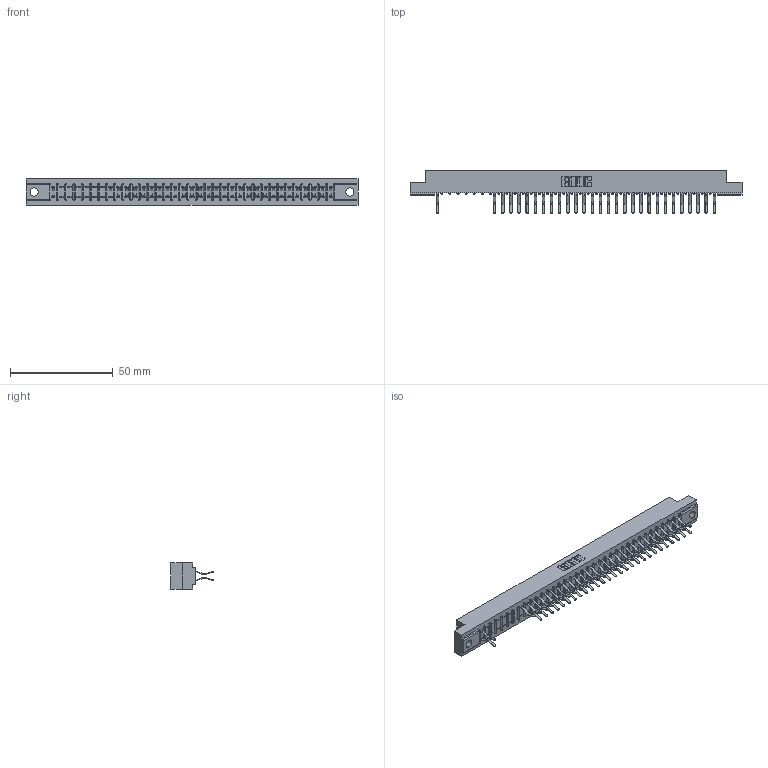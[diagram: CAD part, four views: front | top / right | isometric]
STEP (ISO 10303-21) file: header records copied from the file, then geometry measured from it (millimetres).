
FILE_DESCRIPTION (( 'STEP AP203' ), '1' );
FILE_NAME ('307-070-560-204.STEP', '2018-08-06T13:30:41', ( '' ), ( '' ), 'SwSTEP 2.0', 'SolidWorks 2016', '' );
FILE_SCHEMA (( 'CONFIG_CONTROL_DESIGN' ));
Length unit declared in the file: inch
Products named in the file (3): 307 Part_.156 Dia Mounting Holes; 307-290-001_560; 307-070-560-204
Assembly tree (58 placements, depth 2):
  307-070-560-204
    307 Part_.156 Dia Mounting Holes
    307-290-001_560  x57
Bounding box: 161.7 x 20.73 x 12.7 mm (x, y, z)
Volume: 16941.7 mm3; surface area: 19698.5 mm2
Topology: 58 solids, 58 shells, 3148 faces, 8869 edges, 5738 vertices
Faces by surface type: plane 2043, cylinder 1033, sphere 72
Entity records: 32094 total; most frequent: CARTESIAN_POINT 5312, ORIENTED_EDGE 5274, DIRECTION 5185, EDGE_CURVE 2637, LINE 2027, VECTOR 2027, VERTEX_POINT 1706, AXIS2_PLACEMENT_3D 1579
